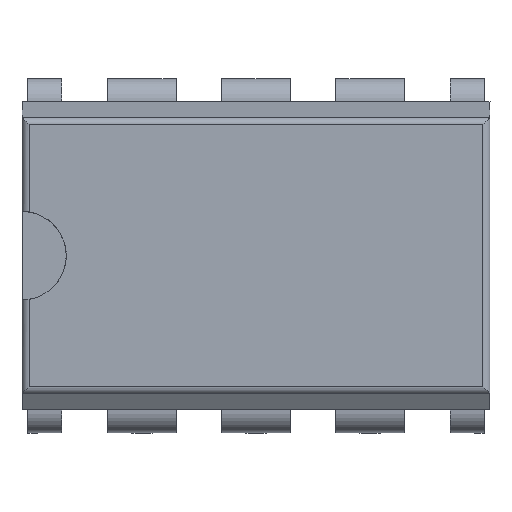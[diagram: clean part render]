
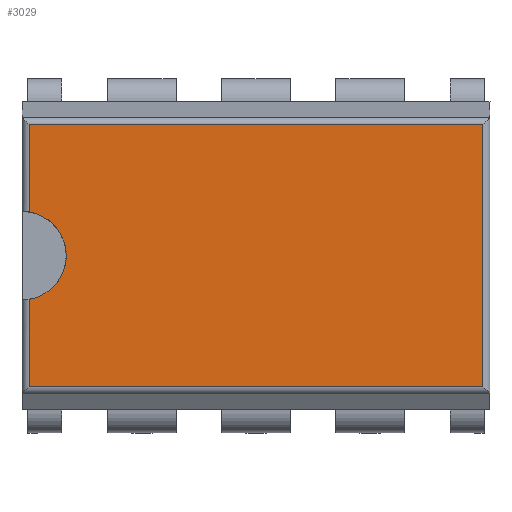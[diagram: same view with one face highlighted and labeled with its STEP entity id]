
A CAD part, top view. The second image highlights one B-rep face of the part: STEP entity #3029.
In plain terms, the highlighted planar face has unit normal (0, 0, 1).
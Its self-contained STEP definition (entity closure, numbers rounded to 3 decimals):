
#181=PLANE('',#3274);
#336=FACE_OUTER_BOUND('',#491,.T.);
#491=EDGE_LOOP('',(#2836,#2837,#2838,#2839,#2840,#2841));
#846=LINE('',#4915,#1215);
#847=LINE('',#4921,#1216);
#849=LINE('',#4927,#1218);
#851=LINE('',#4937,#1220);
#853=LINE('',#4943,#1222);
#1215=VECTOR('',#4018,10.);
#1216=VECTOR('',#4025,10.);
#1218=VECTOR('',#4031,10.);
#1220=VECTOR('',#4041,10.);
#1222=VECTOR('',#4047,10.);
#1272=CIRCLE('',#3270,0.984);
#1544=VERTEX_POINT('',#4903);
#1545=VERTEX_POINT('',#4914);
#1547=VERTEX_POINT('',#4920);
#1549=VERTEX_POINT('',#4926);
#1553=VERTEX_POINT('',#4936);
#1555=VERTEX_POINT('',#4942);
#1961=EDGE_CURVE('',#1544,#1545,#846,.T.);
#1964=EDGE_CURVE('',#1545,#1547,#847,.T.);
#1967=EDGE_CURVE('',#1547,#1549,#849,.T.);
#1972=EDGE_CURVE('',#1549,#1553,#851,.T.);
#1975=EDGE_CURVE('',#1553,#1555,#853,.T.);
#1986=EDGE_CURVE('',#1544,#1555,#1272,.T.);
#2836=ORIENTED_EDGE('',*,*,#1961,.F.);
#2837=ORIENTED_EDGE('',*,*,#1986,.T.);
#2838=ORIENTED_EDGE('',*,*,#1975,.F.);
#2839=ORIENTED_EDGE('',*,*,#1972,.F.);
#2840=ORIENTED_EDGE('',*,*,#1967,.F.);
#2841=ORIENTED_EDGE('',*,*,#1964,.F.);
#3029=ADVANCED_FACE('',(#336),#181,.T.);
#3270=AXIS2_PLACEMENT_3D('',#4970,#4067,#4068);
#3274=AXIS2_PLACEMENT_3D('',#4975,#4076,#4077);
#4018=DIRECTION('',(0.,1.,0.));
#4025=DIRECTION('',(1.,0.,0.));
#4031=DIRECTION('',(0.,-1.,0.));
#4041=DIRECTION('',(-1.,0.,0.));
#4047=DIRECTION('',(0.,1.,0.));
#4067=DIRECTION('center_axis',(0.,0.,-1.));
#4068=DIRECTION('ref_axis',(-1.,0.,0.));
#4076=DIRECTION('center_axis',(0.,0.,1.));
#4077=DIRECTION('ref_axis',(1.,0.,0.));
#4903=CARTESIAN_POINT('',(-5.05,0.972,3.883));
#4914=CARTESIAN_POINT('',(-5.05,2.916,3.883));
#4915=CARTESIAN_POINT('',(-5.05,1.715,3.883));
#4920=CARTESIAN_POINT('',(5.05,2.916,3.883));
#4921=CARTESIAN_POINT('',(-2.604,2.916,3.883));
#4926=CARTESIAN_POINT('',(5.05,-2.916,3.883));
#4927=CARTESIAN_POINT('',(5.05,-1.715,3.883));
#4936=CARTESIAN_POINT('',(-5.05,-2.916,3.883));
#4937=CARTESIAN_POINT('',(-2.604,-2.916,3.883));
#4942=CARTESIAN_POINT('',(-5.05,-0.972,3.883));
#4943=CARTESIAN_POINT('',(-5.05,1.715,3.883));
#4970=CARTESIAN_POINT('Origin',(-5.207,0.,3.883));
#4975=CARTESIAN_POINT('Origin',(0.,0.,
3.883));
